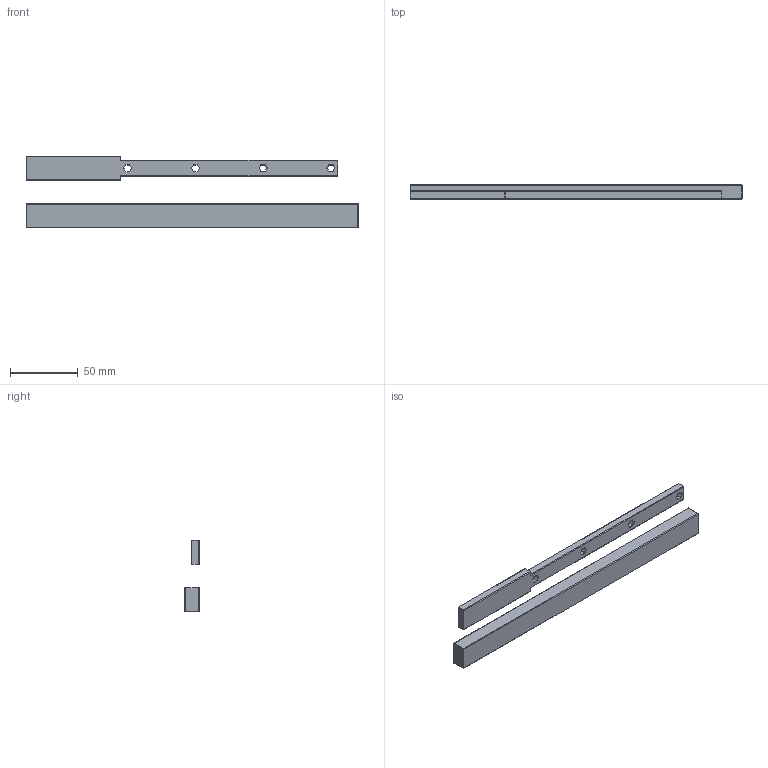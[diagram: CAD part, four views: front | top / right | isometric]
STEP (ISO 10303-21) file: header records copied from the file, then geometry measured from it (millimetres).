
FILE_DESCRIPTION(/* description */ (''),/* implementation_level */ '2;1');
FILE_NAME(/* name */ 'NutHolder.step',/* time_stamp */ '2022-01-14T10:58:30-08:00',/* author */ (''),/* organization */ (''),/* preprocessor_version */ 'ST-DEVELOPER v18.1',/* originating_system */ 'Autodesk Translation Framework v10.10.0.1391',/* authorisation */ '');
FILE_SCHEMA (('AUTOMOTIVE_DESIGN { 1 0 10303 214 3 1 1 }'));
Length unit declared in the file: millimetre
Products named in the file (1): NutHolder
Bounding box: 245 x 10.5 x 53 mm (x, y, z)
Volume: 64470.2 mm3; surface area: 23473.7 mm2
Topology: 2 solids, 2 shells, 246 faces, 567 edges, 326 vertices
Faces by surface type: cylinder 113, torus 61, plane 44, bspline 28
Full cylindrical faces by diameter (mm): 8 x4
Entity records: 7384 total; most frequent: CARTESIAN_POINT 1698, DIRECTION 1310, ORIENTED_EDGE 1128, EDGE_CURVE 564, AXIS2_PLACEMENT_3D 544, VERTEX_POINT 326, CIRCLE 325, EDGE_LOOP 258
